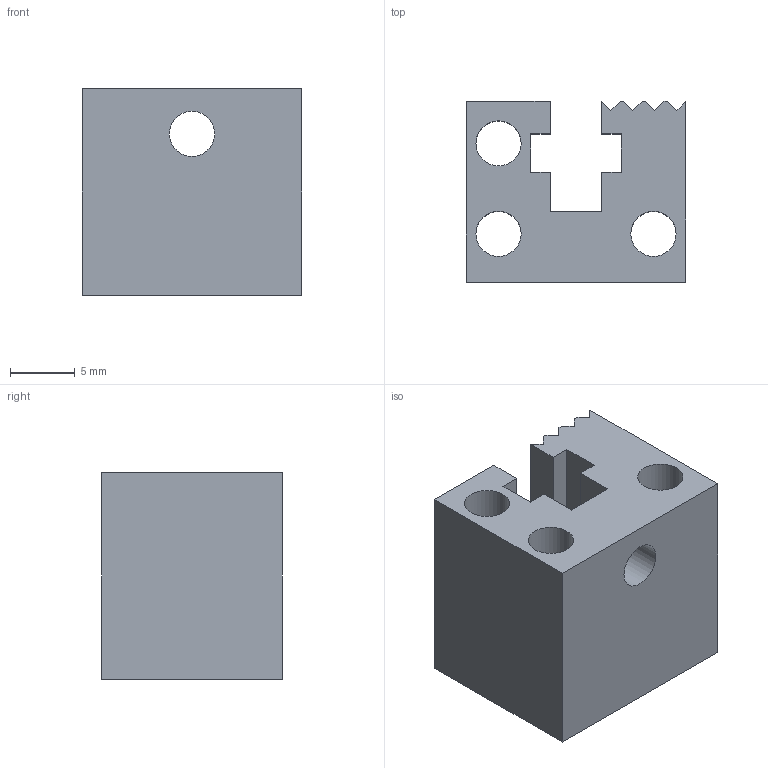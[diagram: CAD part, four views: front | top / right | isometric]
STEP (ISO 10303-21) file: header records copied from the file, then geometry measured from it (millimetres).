
FILE_DESCRIPTION( ( '' ), ' ' );
FILE_NAME( '5a4e51958823080fac87c503.step', '2018-01-04T16:08:55', ( '' ), ( '' ), ' ', ' ', ' ' );
FILE_SCHEMA( ( 'AUTOMOTIVE_DESIGN { 1 0 10303 214 1 1 1 1 }' ) );
Length unit declared in the file: metre
Products named in the file (1): Part 1
Bounding box: 17 x 14 x 16 mm (x, y, z)
Volume: 2573.3 mm3; surface area: 2294.5 mm2
Topology: 1 solids, 1 shells, 32 faces, 91 edges, 61 vertices
Faces by surface type: plane 28, cylinder 4
Full cylindrical faces by diameter (mm): 3.5 x4
Entity records: 1290 total; most frequent: CARTESIAN_POINT 179, ORIENTED_EDGE 172, DIRECTION 160, EDGE_CURVE 86, LINE 78, VECTOR 78, VERTEX_POINT 60, EDGE_LOOP 44
